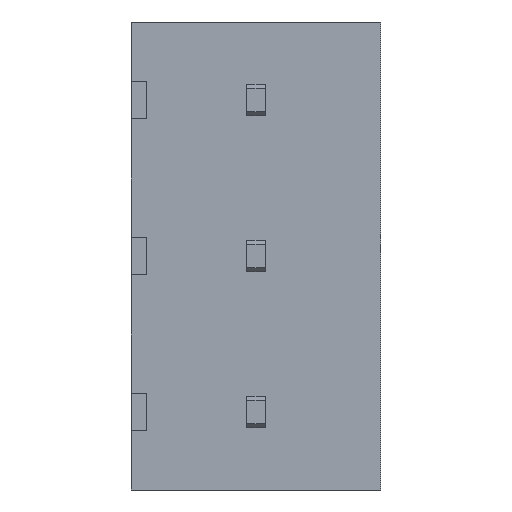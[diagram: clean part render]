
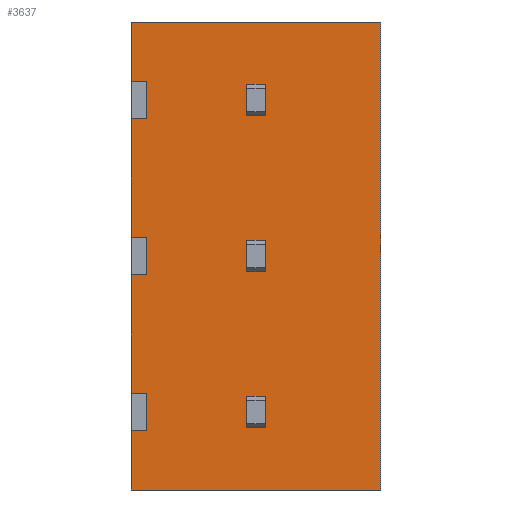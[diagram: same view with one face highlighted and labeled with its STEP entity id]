
A CAD part, front view. The second image highlights one B-rep face of the part: STEP entity #3637.
In plain terms, the highlighted planar face has unit normal (0, -1, 0).
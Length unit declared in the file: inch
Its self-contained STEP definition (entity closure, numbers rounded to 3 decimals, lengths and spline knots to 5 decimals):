
#169=FACE_BOUND('',#578,.T.);
#170=FACE_BOUND('',#579,.T.);
#171=FACE_BOUND('',#580,.T.);
#183=PLANE('',#3886);
#359=FACE_OUTER_BOUND('',#577,.T.);
#577=EDGE_LOOP('',(#2682,#2683,#2684,#2685,#2686,#2687,#2688,#2689,#2690,
#2691,#2692,#2693,#2694,#2695,#2696,#2697));
#578=EDGE_LOOP('',(#2698,#2699,#2700,#2701));
#579=EDGE_LOOP('',(#2702,#2703,#2704,#2705));
#580=EDGE_LOOP('',(#2706,#2707,#2708,#2709));
#850=LINE('',#5610,#1293);
#851=LINE('',#5612,#1294);
#852=LINE('',#5614,#1295);
#853=LINE('',#5616,#1296);
#854=LINE('',#5618,#1297);
#855=LINE('',#5620,#1298);
#856=LINE('',#5622,#1299);
#857=LINE('',#5624,#1300);
#858=LINE('',#5626,#1301);
#859=LINE('',#5628,#1302);
#860=LINE('',#5630,#1303);
#861=LINE('',#5632,#1304);
#862=LINE('',#5634,#1305);
#863=LINE('',#5636,#1306);
#864=LINE('',#5638,#1307);
#865=LINE('',#5639,#1308);
#866=LINE('',#5642,#1309);
#867=LINE('',#5644,#1310);
#868=LINE('',#5646,#1311);
#869=LINE('',#5647,#1312);
#870=LINE('',#5650,#1313);
#871=LINE('',#5652,#1314);
#872=LINE('',#5654,#1315);
#873=LINE('',#5655,#1316);
#874=LINE('',#5658,#1317);
#875=LINE('',#5660,#1318);
#876=LINE('',#5662,#1319);
#877=LINE('',#5663,#1320);
#1293=VECTOR('',#4168,39.37008);
#1294=VECTOR('',#4169,39.37008);
#1295=VECTOR('',#4170,39.37008);
#1296=VECTOR('',#4171,39.37008);
#1297=VECTOR('',#4172,39.37008);
#1298=VECTOR('',#4173,39.37008);
#1299=VECTOR('',#4174,39.37008);
#1300=VECTOR('',#4175,39.37008);
#1301=VECTOR('',#4176,39.37008);
#1302=VECTOR('',#4177,39.37008);
#1303=VECTOR('',#4178,39.37008);
#1304=VECTOR('',#4179,39.37008);
#1305=VECTOR('',#4180,39.37008);
#1306=VECTOR('',#4181,39.37008);
#1307=VECTOR('',#4182,39.37008);
#1308=VECTOR('',#4183,39.37008);
#1309=VECTOR('',#4184,39.37008);
#1310=VECTOR('',#4185,39.37008);
#1311=VECTOR('',#4186,39.37008);
#1312=VECTOR('',#4187,39.37008);
#1313=VECTOR('',#4188,39.37008);
#1314=VECTOR('',#4189,39.37008);
#1315=VECTOR('',#4190,39.37008);
#1316=VECTOR('',#4191,39.37008);
#1317=VECTOR('',#4192,39.37008);
#1318=VECTOR('',#4193,39.37008);
#1319=VECTOR('',#4194,39.37008);
#1320=VECTOR('',#4195,39.37008);
#1803=VERTEX_POINT('',#5608);
#1804=VERTEX_POINT('',#5609);
#1805=VERTEX_POINT('',#5611);
#1806=VERTEX_POINT('',#5613);
#1807=VERTEX_POINT('',#5615);
#1808=VERTEX_POINT('',#5617);
#1809=VERTEX_POINT('',#5619);
#1810=VERTEX_POINT('',#5621);
#1811=VERTEX_POINT('',#5623);
#1812=VERTEX_POINT('',#5625);
#1813=VERTEX_POINT('',#5627);
#1814=VERTEX_POINT('',#5629);
#1815=VERTEX_POINT('',#5631);
#1816=VERTEX_POINT('',#5633);
#1817=VERTEX_POINT('',#5635);
#1818=VERTEX_POINT('',#5637);
#1819=VERTEX_POINT('',#5640);
#1820=VERTEX_POINT('',#5641);
#1821=VERTEX_POINT('',#5643);
#1822=VERTEX_POINT('',#5645);
#1823=VERTEX_POINT('',#5648);
#1824=VERTEX_POINT('',#5649);
#1825=VERTEX_POINT('',#5651);
#1826=VERTEX_POINT('',#5653);
#1827=VERTEX_POINT('',#5656);
#1828=VERTEX_POINT('',#5657);
#1829=VERTEX_POINT('',#5659);
#1830=VERTEX_POINT('',#5661);
#2151=EDGE_CURVE('',#1803,#1804,#850,.T.);
#2152=EDGE_CURVE('',#1805,#1804,#851,.T.);
#2153=EDGE_CURVE('',#1806,#1805,#852,.T.);
#2154=EDGE_CURVE('',#1806,#1807,#853,.T.);
#2155=EDGE_CURVE('',#1807,#1808,#854,.T.);
#2156=EDGE_CURVE('',#1808,#1809,#855,.T.);
#2157=EDGE_CURVE('',#1810,#1809,#856,.T.);
#2158=EDGE_CURVE('',#1811,#1810,#857,.T.);
#2159=EDGE_CURVE('',#1811,#1812,#858,.T.);
#2160=EDGE_CURVE('',#1813,#1812,#859,.T.);
#2161=EDGE_CURVE('',#1814,#1813,#860,.T.);
#2162=EDGE_CURVE('',#1814,#1815,#861,.T.);
#2163=EDGE_CURVE('',#1815,#1816,#862,.T.);
#2164=EDGE_CURVE('',#1817,#1816,#863,.T.);
#2165=EDGE_CURVE('',#1818,#1817,#864,.T.);
#2166=EDGE_CURVE('',#1818,#1803,#865,.T.);
#2167=EDGE_CURVE('',#1819,#1820,#866,.T.);
#2168=EDGE_CURVE('',#1821,#1819,#867,.T.);
#2169=EDGE_CURVE('',#1822,#1821,#868,.T.);
#2170=EDGE_CURVE('',#1820,#1822,#869,.T.);
#2171=EDGE_CURVE('',#1823,#1824,#870,.T.);
#2172=EDGE_CURVE('',#1825,#1823,#871,.T.);
#2173=EDGE_CURVE('',#1826,#1825,#872,.T.);
#2174=EDGE_CURVE('',#1824,#1826,#873,.T.);
#2175=EDGE_CURVE('',#1827,#1828,#874,.T.);
#2176=EDGE_CURVE('',#1829,#1827,#875,.T.);
#2177=EDGE_CURVE('',#1830,#1829,#876,.T.);
#2178=EDGE_CURVE('',#1828,#1830,#877,.T.);
#2682=ORIENTED_EDGE('',*,*,#2151,.T.);
#2683=ORIENTED_EDGE('',*,*,#2152,.F.);
#2684=ORIENTED_EDGE('',*,*,#2153,.F.);
#2685=ORIENTED_EDGE('',*,*,#2154,.T.);
#2686=ORIENTED_EDGE('',*,*,#2155,.T.);
#2687=ORIENTED_EDGE('',*,*,#2156,.T.);
#2688=ORIENTED_EDGE('',*,*,#2157,.F.);
#2689=ORIENTED_EDGE('',*,*,#2158,.F.);
#2690=ORIENTED_EDGE('',*,*,#2159,.T.);
#2691=ORIENTED_EDGE('',*,*,#2160,.F.);
#2692=ORIENTED_EDGE('',*,*,#2161,.F.);
#2693=ORIENTED_EDGE('',*,*,#2162,.T.);
#2694=ORIENTED_EDGE('',*,*,#2163,.T.);
#2695=ORIENTED_EDGE('',*,*,#2164,.F.);
#2696=ORIENTED_EDGE('',*,*,#2165,.F.);
#2697=ORIENTED_EDGE('',*,*,#2166,.T.);
#2698=ORIENTED_EDGE('',*,*,#2167,.F.);
#2699=ORIENTED_EDGE('',*,*,#2168,.F.);
#2700=ORIENTED_EDGE('',*,*,#2169,.F.);
#2701=ORIENTED_EDGE('',*,*,#2170,.F.);
#2702=ORIENTED_EDGE('',*,*,#2171,.F.);
#2703=ORIENTED_EDGE('',*,*,#2172,.F.);
#2704=ORIENTED_EDGE('',*,*,#2173,.F.);
#2705=ORIENTED_EDGE('',*,*,#2174,.F.);
#2706=ORIENTED_EDGE('',*,*,#2175,.F.);
#2707=ORIENTED_EDGE('',*,*,#2176,.F.);
#2708=ORIENTED_EDGE('',*,*,#2177,.F.);
#2709=ORIENTED_EDGE('',*,*,#2178,.F.);
#3637=ADVANCED_FACE('',(#359,#169,#170,#171),#183,.F.);
#3886=AXIS2_PLACEMENT_3D('',#5607,#4166,#4167);
#4166=DIRECTION('center_axis',(0.,1.,0.));
#4167=DIRECTION('ref_axis',(0.,0.,1.));
#4168=DIRECTION('',(0.,0.,-1.));
#4169=DIRECTION('',(-1.,0.,0.));
#4170=DIRECTION('',(0.,0.,1.));
#4171=DIRECTION('',(-1.,0.,0.));
#4172=DIRECTION('',(0.,0.,-1.));
#4173=DIRECTION('',(1.,0.,0.));
#4174=DIRECTION('',(0.,0.,-1.));
#4175=DIRECTION('',(1.,0.,0.));
#4176=DIRECTION('',(0.,0.,-1.));
#4177=DIRECTION('',(-1.,0.,0.));
#4178=DIRECTION('',(0.,0.,1.));
#4179=DIRECTION('',(-1.,0.,0.));
#4180=DIRECTION('',(0.,0.,-1.));
#4181=DIRECTION('',(-1.,0.,0.));
#4182=DIRECTION('',(0.,0.,1.));
#4183=DIRECTION('',(-1.,0.,0.));
#4184=DIRECTION('',(0.,0.,-1.));
#4185=DIRECTION('',(-1.,0.,0.));
#4186=DIRECTION('',(0.,0.,1.));
#4187=DIRECTION('',(1.,0.,0.));
#4188=DIRECTION('',(0.,0.,-1.));
#4189=DIRECTION('',(-1.,0.,0.));
#4190=DIRECTION('',(0.,0.,1.));
#4191=DIRECTION('',(1.,0.,0.));
#4192=DIRECTION('',(0.,0.,-1.));
#4193=DIRECTION('',(-1.,0.,0.));
#4194=DIRECTION('',(0.,0.,1.));
#4195=DIRECTION('',(1.,0.,0.));
#5607=CARTESIAN_POINT('Origin',(0.15748,0.,0.59055));
#5608=CARTESIAN_POINT('',(-0.15748,0.,0.27165));
#5609=CARTESIAN_POINT('',(-0.15748,0.,0.12205));
#5610=CARTESIAN_POINT('',(-0.15748,0.,0.59055));
#5611=CARTESIAN_POINT('',(-0.1378,0.,0.12205));
#5612=CARTESIAN_POINT('',(-0.1378,0.,0.12205));
#5613=CARTESIAN_POINT('',(-0.1378,0.,0.0748));
#5614=CARTESIAN_POINT('',(-0.1378,0.,0.12205));
#5615=CARTESIAN_POINT('',(-0.15748,0.,0.0748));
#5616=CARTESIAN_POINT('',(-0.1378,0.,0.0748));
#5617=CARTESIAN_POINT('',(-0.15748,0.,0.));
#5618=CARTESIAN_POINT('',(-0.15748,0.,0.59055));
#5619=CARTESIAN_POINT('',(0.15748,0.,0.));
#5620=CARTESIAN_POINT('',(0.15748,0.,0.));
#5621=CARTESIAN_POINT('',(0.15748,0.,0.59055));
#5622=CARTESIAN_POINT('',(0.15748,0.,0.59055));
#5623=CARTESIAN_POINT('',(-0.15748,0.,0.59055));
#5624=CARTESIAN_POINT('',(0.15748,0.,0.59055));
#5625=CARTESIAN_POINT('',(-0.15748,0.,0.51575));
#5626=CARTESIAN_POINT('',(-0.15748,0.,0.59055));
#5627=CARTESIAN_POINT('',(-0.1378,0.,0.51575));
#5628=CARTESIAN_POINT('',(-0.1378,0.,0.51575));
#5629=CARTESIAN_POINT('',(-0.1378,0.,0.4685));
#5630=CARTESIAN_POINT('',(-0.1378,0.,0.51575));
#5631=CARTESIAN_POINT('',(-0.15748,0.,0.4685));
#5632=CARTESIAN_POINT('',(-0.1378,0.,0.4685));
#5633=CARTESIAN_POINT('',(-0.15748,0.,0.3189));
#5634=CARTESIAN_POINT('',(-0.15748,0.,0.59055));
#5635=CARTESIAN_POINT('',(-0.1378,0.,0.3189));
#5636=CARTESIAN_POINT('',(-0.1378,0.,0.3189));
#5637=CARTESIAN_POINT('',(-0.1378,0.,0.27165));
#5638=CARTESIAN_POINT('',(-0.1378,0.,0.3189));
#5639=CARTESIAN_POINT('',(-0.1378,0.,0.27165));
#5640=CARTESIAN_POINT('',(-0.01181,0.,0.31496));
#5641=CARTESIAN_POINT('',(-0.01181,0.,0.27559));
#5642=CARTESIAN_POINT('',(-0.01181,0.,0.27559));
#5643=CARTESIAN_POINT('',(0.01181,0.,0.31496));
#5644=CARTESIAN_POINT('',(-0.01181,0.,0.31496));
#5645=CARTESIAN_POINT('',(0.01181,0.,0.27559));
#5646=CARTESIAN_POINT('',(0.01181,0.,0.27559));
#5647=CARTESIAN_POINT('',(-0.01181,0.,0.27559));
#5648=CARTESIAN_POINT('',(-0.01181,0.,0.51181));
#5649=CARTESIAN_POINT('',(-0.01181,0.,0.47244));
#5650=CARTESIAN_POINT('',(-0.01181,0.,0.47244));
#5651=CARTESIAN_POINT('',(0.01181,0.,0.51181));
#5652=CARTESIAN_POINT('',(-0.01181,0.,0.51181));
#5653=CARTESIAN_POINT('',(0.01181,0.,0.47244));
#5654=CARTESIAN_POINT('',(0.01181,0.,0.47244));
#5655=CARTESIAN_POINT('',(-0.01181,0.,0.47244));
#5656=CARTESIAN_POINT('',(-0.01181,0.,0.11811));
#5657=CARTESIAN_POINT('',(-0.01181,0.,0.07874));
#5658=CARTESIAN_POINT('',(-0.01181,0.,0.07874));
#5659=CARTESIAN_POINT('',(0.01181,0.,0.11811));
#5660=CARTESIAN_POINT('',(-0.01181,0.,0.11811));
#5661=CARTESIAN_POINT('',(0.01181,0.,0.07874));
#5662=CARTESIAN_POINT('',(0.01181,0.,0.07874));
#5663=CARTESIAN_POINT('',(-0.01181,0.,0.07874));
